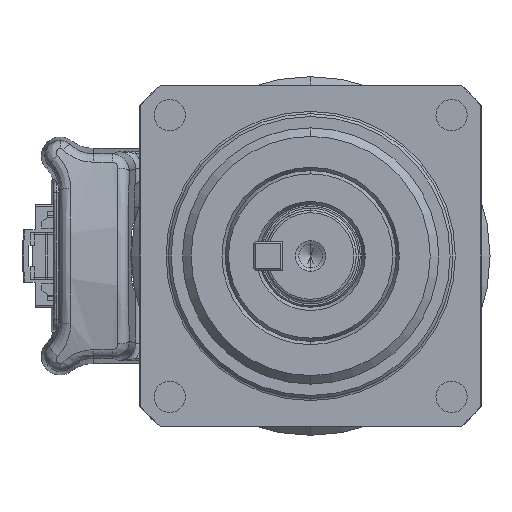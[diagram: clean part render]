
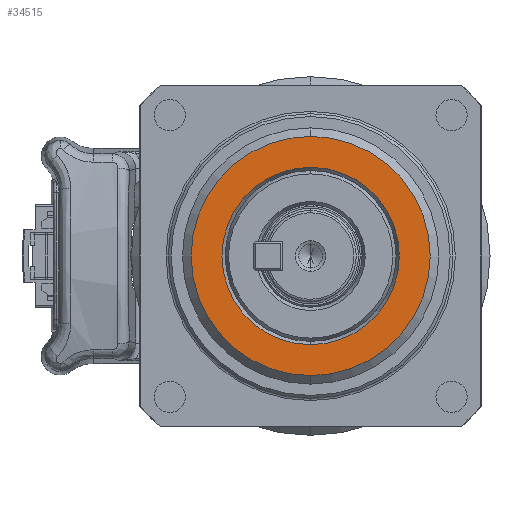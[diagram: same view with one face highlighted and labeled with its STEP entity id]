
A CAD part, left-side view. The second image highlights one B-rep face of the part: STEP entity #34515.
In plain terms, the highlighted face is planar.
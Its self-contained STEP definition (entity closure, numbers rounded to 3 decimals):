
#942 = DIRECTION ( 'NONE',  ( 1., 0., 0. ) ) ;
#1158 = DIRECTION ( 'NONE',  ( 0., 0., -1. ) ) ;
#1351 = CARTESIAN_POINT ( 'NONE',  ( 0., 0., 7.5 ) ) ;
#6140 = DIRECTION ( 'NONE',  ( 1., 0., 0. ) ) ;
#6520 = DIRECTION ( 'NONE',  ( 0., 0., 1. ) ) ;
#6668 = PLANE ( 'NONE',  #70293 ) ;
#12249 = CARTESIAN_POINT ( 'NONE',  ( -23.1, -23.1, 7.5 ) ) ;
#12717 = CIRCLE ( 'NONE', #141767, 15.577 ) ;
#14233 = ORIENTED_EDGE ( 'NONE', *, *, #34668, .T. ) ;
#17035 = AXIS2_PLACEMENT_3D ( 'NONE', #100414, #28335, #112419 ) ;
#20716 = ORIENTED_EDGE ( 'NONE', *, *, #146881, .T. ) ;
#22043 = ORIENTED_EDGE ( 'NONE', *, *, #74803, .F. ) ;
#28335 = DIRECTION ( 'NONE',  ( 0., 0., -1. ) ) ;
#34515 = ADVANCED_FACE ( 'NONE', ( #115349, #87252 ), #6668, .T. ) ;
#34668 = EDGE_CURVE ( 'NONE', #69189, #83065, #43898, .T. ) ;
#41372 = CIRCLE ( 'NONE', #17035, 21. ) ;
#43898 = CIRCLE ( 'NONE', #86503, 15.577 ) ;
#49091 = ORIENTED_EDGE ( 'NONE', *, *, #113201, .F. ) ;
#62435 = CARTESIAN_POINT ( 'NONE',  ( 15.577, 0., 7.5 ) ) ;
#65969 = DIRECTION ( 'NONE',  ( 0., 0., -1. ) ) ;
#69189 = VERTEX_POINT ( 'NONE', #62435 ) ;
#69960 = CARTESIAN_POINT ( 'NONE',  ( 0., 0., 7.5 ) ) ;
#70293 = AXIS2_PLACEMENT_3D ( 'NONE', #12249, #6520, #6140 ) ;
#72495 = EDGE_LOOP ( 'NONE', ( #49091, #22043 ) ) ;
#72685 = AXIS2_PLACEMENT_3D ( 'NONE', #137622, #65969, #149248 ) ;
#74803 = EDGE_CURVE ( 'NONE', #126929, #116062, #41372, .T. ) ;
#82093 = DIRECTION ( 'NONE',  ( 1., 0., 0. ) ) ;
#83065 = VERTEX_POINT ( 'NONE', #135921 ) ;
#86503 = AXIS2_PLACEMENT_3D ( 'NONE', #1351, #1158, #942 ) ;
#87252 = FACE_OUTER_BOUND ( 'NONE', #72495, .T. ) ;
#92817 = CIRCLE ( 'NONE', #72685, 21. ) ;
#100414 = CARTESIAN_POINT ( 'NONE',  ( 0., 0., 7.5 ) ) ;
#112419 = DIRECTION ( 'NONE',  ( -1., 0., 0. ) ) ;
#113201 = EDGE_CURVE ( 'NONE', #116062, #126929, #92817, .T. ) ;
#115349 = FACE_BOUND ( 'NONE', #146236, .T. ) ;
#116062 = VERTEX_POINT ( 'NONE', #146853 ) ;
#119750 = CARTESIAN_POINT ( 'NONE',  ( 21., 0., 7.5 ) ) ;
#126929 = VERTEX_POINT ( 'NONE', #119750 ) ;
#135921 = CARTESIAN_POINT ( 'NONE',  ( -15.577, 0., 7.5 ) ) ;
#137622 = CARTESIAN_POINT ( 'NONE',  ( 0., 0., 7.5 ) ) ;
#141767 = AXIS2_PLACEMENT_3D ( 'NONE', #69960, #153032, #82093 ) ;
#146236 = EDGE_LOOP ( 'NONE', ( #14233, #20716 ) ) ;
#146853 = CARTESIAN_POINT ( 'NONE',  ( -21., 0., 7.5 ) ) ;
#146881 = EDGE_CURVE ( 'NONE', #83065, #69189, #12717, .T. ) ;
#149248 = DIRECTION ( 'NONE',  ( -1., 0., 0. ) ) ;
#153032 = DIRECTION ( 'NONE',  ( 0., 0., -1. ) ) ;
